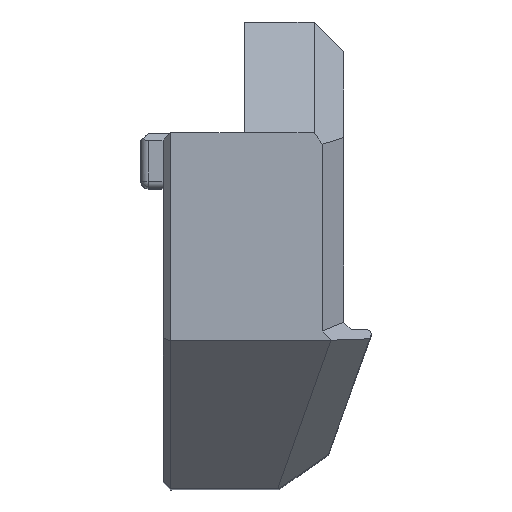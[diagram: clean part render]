
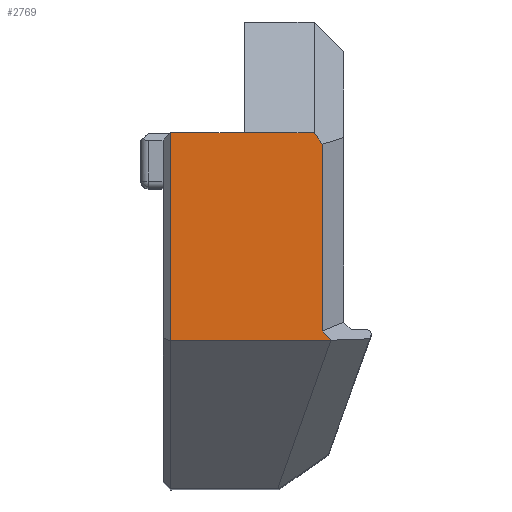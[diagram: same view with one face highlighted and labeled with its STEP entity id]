
A CAD part, top view. The second image highlights one B-rep face of the part: STEP entity #2769.
In plain terms, the highlighted planar face has unit normal (0, 0, 1).
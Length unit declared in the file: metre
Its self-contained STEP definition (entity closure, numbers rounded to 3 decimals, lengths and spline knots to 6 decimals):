
#394=ORIENTED_EDGE('',*,*,#1074,.F.);
#395=ORIENTED_EDGE('',*,*,#1073,.F.);
#396=ORIENTED_EDGE('',*,*,#991,.F.);
#397=ORIENTED_EDGE('',*,*,#972,.F.);
#398=ORIENTED_EDGE('',*,*,#1008,.T.);
#399=ORIENTED_EDGE('',*,*,#1075,.T.);
#400=ORIENTED_EDGE('',*,*,#1004,.T.);
#401=ORIENTED_EDGE('',*,*,#1058,.F.);
#402=ORIENTED_EDGE('',*,*,#1054,.F.);
#972=EDGE_CURVE('',#1340,#1339,#1609,.T.);
#991=EDGE_CURVE('',#1339,#1357,#1628,.T.);
#1004=EDGE_CURVE('',#1368,#1362,#1641,.T.);
#1008=EDGE_CURVE('',#1340,#1370,#1645,.T.);
#1054=EDGE_CURVE('',#1398,#1400,#1677,.T.);
#1058=EDGE_CURVE('',#1400,#1362,#1681,.T.);
#1073=EDGE_CURVE('',#1357,#1410,#1696,.T.);
#1074=EDGE_CURVE('',#1410,#1398,#1697,.T.);
#1075=EDGE_CURVE('',#1370,#1368,#1698,.T.);
#1339=VERTEX_POINT('',#4014);
#1340=VERTEX_POINT('',#4017);
#1357=VERTEX_POINT('',#4057);
#1362=VERTEX_POINT('',#4070);
#1368=VERTEX_POINT('',#4085);
#1370=VERTEX_POINT('',#4093);
#1398=VERTEX_POINT('',#4183);
#1400=VERTEX_POINT('',#4186);
#1410=VERTEX_POINT('',#4220);
#1609=LINE('',#4018,#1964);
#1628=LINE('',#4056,#1983);
#1641=LINE('',#4084,#1996);
#1645=LINE('',#4092,#2000);
#1677=LINE('',#4185,#2032);
#1681=LINE('',#4193,#2036);
#1696=LINE('',#4221,#2051);
#1697=LINE('',#4223,#2052);
#1698=LINE('',#4224,#2053);
#1964=VECTOR('',#3244,1.);
#1983=VECTOR('',#3269,1.);
#1996=VECTOR('',#3290,1.);
#2000=VECTOR('',#3298,1.);
#2032=VECTOR('',#3392,1.);
#2036=VECTOR('',#3398,1.);
#2051=VECTOR('',#3423,1.);
#2052=VECTOR('',#3426,1.);
#2053=VECTOR('',#3427,1.);
#2313=EDGE_LOOP('',(#394,#395,#396,#397,#398,#399,#400,#401,#402));
#2480=FACE_BOUND('',#2313,.T.);
#2627=PLANE('',#2964);
#2769=ADVANCED_FACE('',(#2480),#2627,.F.);
#2964=AXIS2_PLACEMENT_3D('',#4222,#3424,#3425);
#3244=DIRECTION('',(0.577,-0.816,0.));
#3269=DIRECTION('',(0.,-1.,0.));
#3290=DIRECTION('',(-1.,0.,0.));
#3298=DIRECTION('',(-1.,0.,0.));
#3392=DIRECTION('',(-1.,0.,0.));
#3398=DIRECTION('',(0.,1.,0.));
#3423=DIRECTION('',(0.707,-0.707,0.));
#3424=DIRECTION('',(0.,0.,-1.));
#3425=DIRECTION('',(1.,0.,0.));
#3426=DIRECTION('',(-0.743,-0.669,0.));
#3427=DIRECTION('',(0.,-1.,0.));
#4014=CARTESIAN_POINT('',(0.004339,0.003683,0.047999));
#4017=CARTESIAN_POINT('',(0.003893,0.004312,0.047999));
#4018=CARTESIAN_POINT('',(0.004917,0.002864,0.047999));
#4056=CARTESIAN_POINT('',(0.004339,-0.00468,0.047999));
#4057=CARTESIAN_POINT('',(0.004339,-0.006428,0.047999));
#4070=CARTESIAN_POINT('',(-0.003893,0.004311,0.047999));
#4084=CARTESIAN_POINT('',(-0.001458,0.004311,0.047999));
#4085=CARTESIAN_POINT('',(0.000107,0.004311,0.047999));
#4092=CARTESIAN_POINT('',(0.001377,0.004312,0.047999));
#4093=CARTESIAN_POINT('',(0.000107,0.004312,0.047999));
#4183=CARTESIAN_POINT('',(0.004793,-0.006969,0.047999));
#4185=CARTESIAN_POINT('',(-0.001458,-0.006969,0.047999));
#4186=CARTESIAN_POINT('',(-0.003893,-0.006969,0.047999));
#4193=CARTESIAN_POINT('',(-0.003893,0.0004,0.047999));
#4220=CARTESIAN_POINT('',(0.004839,-0.006928,0.047999));
#4221=CARTESIAN_POINT('',(0.003138,-0.005228,0.047999));
#4222=CARTESIAN_POINT('',(0.001377,-0.00351,0.047999));
#4223=CARTESIAN_POINT('',(0.003621,-0.008024,0.047999));
#4224=CARTESIAN_POINT('',(0.000107,0.002401,0.047999));
